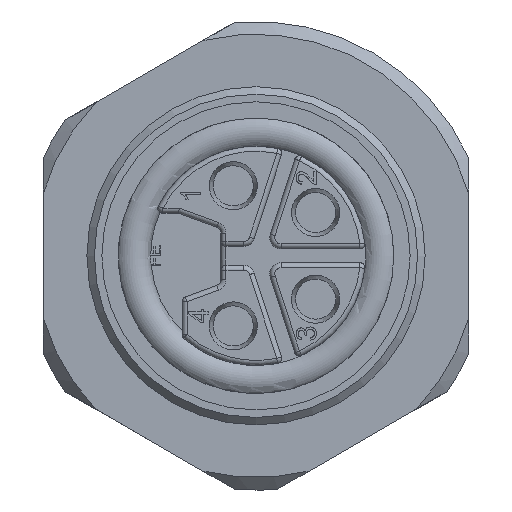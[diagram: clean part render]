
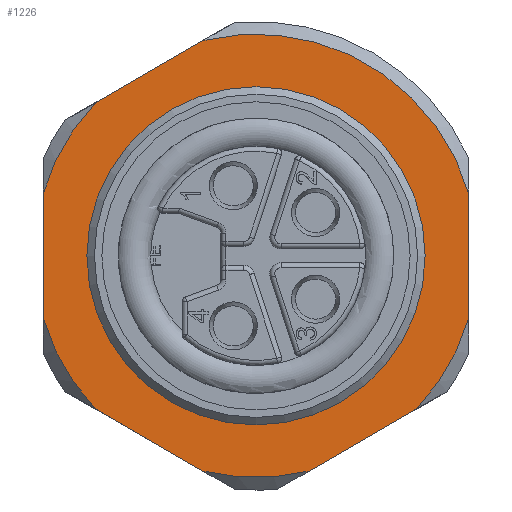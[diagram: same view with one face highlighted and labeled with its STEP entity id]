
A CAD part, front view. The second image highlights one B-rep face of the part: STEP entity #1226.
In plain terms, the highlighted planar face has unit normal (0, -1, 0).
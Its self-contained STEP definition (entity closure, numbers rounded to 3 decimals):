
#336=LINE('',#6496,#617);
#337=LINE('',#6497,#618);
#338=LINE('',#6498,#619);
#339=LINE('',#6499,#620);
#340=LINE('',#6503,#621);
#617=VECTOR('',#4922,1.);
#618=VECTOR('',#4923,1.);
#619=VECTOR('',#4924,1.);
#620=VECTOR('',#4925,1.);
#621=VECTOR('',#4928,1.);
#839=PLANE('',#3967);
#1226=ADVANCED_FACE('',(#1377,#1378),#839,.F.);
#1377=FACE_BOUND('',#1644,.T.);
#1378=FACE_BOUND('',#1645,.T.);
#1644=EDGE_LOOP('',(#2565,#2566,#2567,#2568,#2569,#2570,#2571,#2572,#2573,
#2574));
#1645=EDGE_LOOP('',(#2575));
#2565=ORIENTED_EDGE('',*,*,#3431,.F.);
#2566=ORIENTED_EDGE('',*,*,#3459,.T.);
#2567=ORIENTED_EDGE('',*,*,#3432,.F.);
#2568=ORIENTED_EDGE('',*,*,#3460,.T.);
#2569=ORIENTED_EDGE('',*,*,#3436,.F.);
#2570=ORIENTED_EDGE('',*,*,#3461,.T.);
#2571=ORIENTED_EDGE('',*,*,#3440,.F.);
#2572=ORIENTED_EDGE('',*,*,#3462,.T.);
#2573=ORIENTED_EDGE('',*,*,#3463,.F.);
#2574=ORIENTED_EDGE('',*,*,#3464,.T.);
#2575=ORIENTED_EDGE('',*,*,#3458,.T.);
#2943=VERTEX_POINT('',#6407);
#2946=VERTEX_POINT('',#6415);
#2947=VERTEX_POINT('',#6419);
#2948=VERTEX_POINT('',#6420);
#2951=VERTEX_POINT('',#6434);
#2952=VERTEX_POINT('',#6435);
#2955=VERTEX_POINT('',#6449);
#2956=VERTEX_POINT('',#6450);
#2970=VERTEX_POINT('',#6494);
#2971=VERTEX_POINT('',#6500);
#2972=VERTEX_POINT('',#6502);
#3431=EDGE_CURVE('',#2946,#2943,#3613,.T.);
#3432=EDGE_CURVE('',#2947,#2948,#3614,.T.);
#3436=EDGE_CURVE('',#2951,#2952,#3616,.T.);
#3440=EDGE_CURVE('',#2955,#2956,#3618,.T.);
#3458=EDGE_CURVE('',#2970,#2970,#3626,.T.);
#3459=EDGE_CURVE('',#2946,#2948,#336,.T.);
#3460=EDGE_CURVE('',#2947,#2952,#337,.T.);
#3461=EDGE_CURVE('',#2951,#2956,#338,.T.);
#3462=EDGE_CURVE('',#2955,#2971,#339,.T.);
#3463=EDGE_CURVE('',#2972,#2971,#3627,.T.);
#3464=EDGE_CURVE('',#2972,#2943,#340,.T.);
#3613=CIRCLE('',#3942,8.85);
#3614=CIRCLE('',#3944,8.85);
#3616=CIRCLE('',#3947,8.85);
#3618=CIRCLE('',#3950,8.85);
#3626=CIRCLE('',#3964,6.75);
#3627=CIRCLE('',#3966,8.85);
#3942=AXIS2_PLACEMENT_3D('',#6416,#4866,#4867);
#3944=AXIS2_PLACEMENT_3D('',#6418,#4870,#4871);
#3947=AXIS2_PLACEMENT_3D('',#6433,#4876,#4877);
#3950=AXIS2_PLACEMENT_3D('',#6448,#4882,#4883);
#3964=AXIS2_PLACEMENT_3D('',#6493,#4918,#4919);
#3966=AXIS2_PLACEMENT_3D('',#6501,#4926,#4927);
#3967=AXIS2_PLACEMENT_3D('',#6504,#4929,#4930);
#4866=DIRECTION('',(0.,1.,0.));
#4867=DIRECTION('',(0.,0.,-1.));
#4870=DIRECTION('',(0.,1.,0.));
#4871=DIRECTION('',(0.,0.,-1.));
#4876=DIRECTION('',(0.,1.,0.));
#4877=DIRECTION('',(0.,0.,-1.));
#4882=DIRECTION('',(0.,1.,0.));
#4883=DIRECTION('',(0.,0.,-1.));
#4918=DIRECTION('',(0.,1.,0.));
#4919=DIRECTION('',(0.,0.,-1.));
#4922=DIRECTION('',(-0.866,0.,-0.5));
#4923=DIRECTION('',(0.,0.,-1.));
#4924=DIRECTION('',(0.866,0.,-0.5));
#4925=DIRECTION('',(0.866,0.,0.5));
#4926=DIRECTION('',(0.,1.,0.));
#4927=DIRECTION('',(0.,0.,-1.));
#4928=DIRECTION('',(0.,0.,1.));
#4929=DIRECTION('',(0.,1.,0.));
#4930=DIRECTION('',(0.,0.,-1.));
#6407=CARTESIAN_POINT('',(27.125,-8.125,2.464));
#6415=CARTESIAN_POINT('',(16.509,-8.125,8.593));
#6416=CARTESIAN_POINT('',(18.625,-8.125,0.));
#6418=CARTESIAN_POINT('',(18.625,-8.125,0.));
#6419=CARTESIAN_POINT('',(10.125,-8.125,2.464));
#6420=CARTESIAN_POINT('',(12.241,-8.125,6.129));
#6433=CARTESIAN_POINT('',(18.625,-8.125,0.));
#6434=CARTESIAN_POINT('',(12.241,-8.125,-6.129));
#6435=CARTESIAN_POINT('',(10.125,-8.125,-2.464));
#6448=CARTESIAN_POINT('',(18.625,-8.125,0.));
#6449=CARTESIAN_POINT('',(20.741,-8.125,-8.593));
#6450=CARTESIAN_POINT('',(16.509,-8.125,-8.593));
#6493=CARTESIAN_POINT('',(18.625,-8.125,0.));
#6494=CARTESIAN_POINT('',(18.625,-8.125,-6.75));
#6496=CARTESIAN_POINT('',(9.312,-8.125,4.438));
#6497=CARTESIAN_POINT('',(10.125,-8.125,0.));
#6498=CARTESIAN_POINT('',(9.312,-8.125,-4.438));
#6499=CARTESIAN_POINT('',(17.812,-8.125,-10.284));
#6500=CARTESIAN_POINT('',(25.009,-8.125,-6.129));
#6501=CARTESIAN_POINT('',(18.625,-8.125,0.));
#6502=CARTESIAN_POINT('',(27.125,-8.125,-2.464));
#6503=CARTESIAN_POINT('',(27.125,-8.125,0.));
#6504=CARTESIAN_POINT('',(11.875,-8.125,0.));
